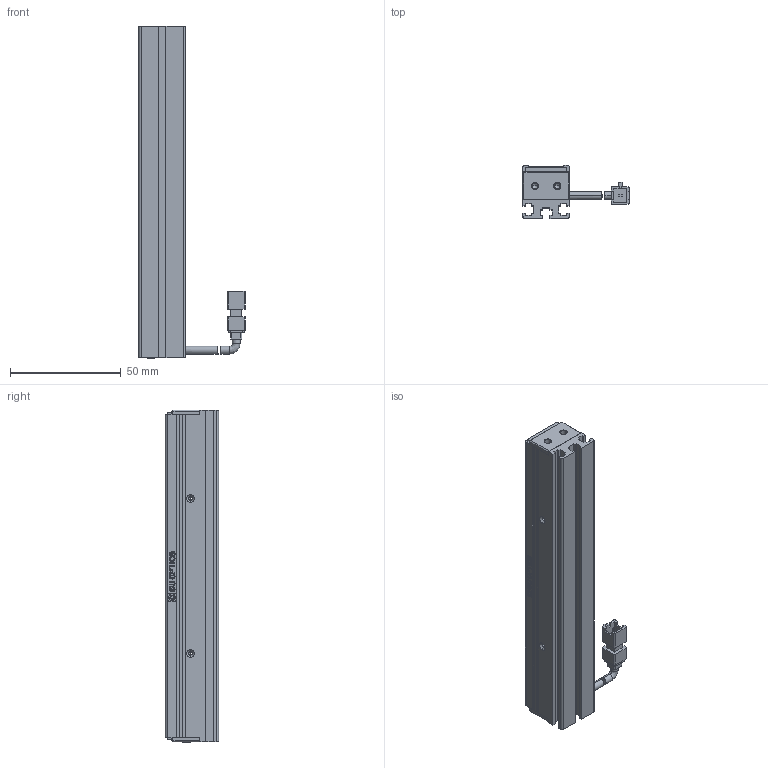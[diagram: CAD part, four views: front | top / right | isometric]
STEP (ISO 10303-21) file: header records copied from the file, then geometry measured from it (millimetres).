
FILE_DESCRIPTION (( 'STEP AP214' ), '1' );
FILE_NAME ('660106-W.STEP', '2019-03-18T06:50:33', ( '' ), ( '' ), 'SwSTEP 2.0', 'SolidWorks 2016', '' );
FILE_SCHEMA (( 'AUTOMOTIVE_DESIGN' ));
Length unit declared in the file: millimetre
Products named in the file (1): 660106-W
Bounding box: 48 x 24 x 150 mm (x, y, z)
Volume: 43646.8 mm3; surface area: 48667 mm2
Topology: 8 solids, 8 shells, 941 faces, 2469 edges, 1559 vertices
Faces by surface type: cylinder 419, plane 335, bspline 145, cone 42
Entity records: 38835 total; most frequent: CARTESIAN_POINT 7074, DIRECTION 4770, ORIENTED_EDGE 4550, EDGE_CURVE 2275, AXIS2_PLACEMENT_3D 1817, VERTEX_POINT 1559, EDGE_LOOP 1162, VECTOR 1136
